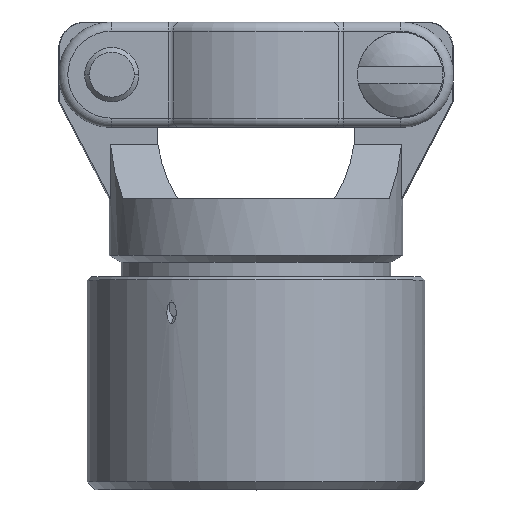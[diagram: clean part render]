
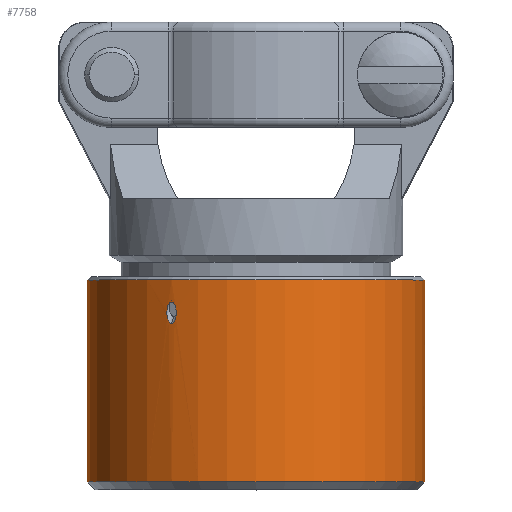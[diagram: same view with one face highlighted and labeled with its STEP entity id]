
A CAD part, top view. The second image highlights one B-rep face of the part: STEP entity #7758.
In plain terms, the highlighted cylindrical face has radius 10.895 mm (diameter 21.79 mm), a partial arc.
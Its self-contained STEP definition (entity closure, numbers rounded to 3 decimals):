
#2584=CARTESIAN_POINT('',(-5.448,-0.475,9.435));
#2585=CARTESIAN_POINT('',(-5.426,-0.475,
9.448));
#2586=CARTESIAN_POINT('',(-5.385,-0.484,
9.471));
#2587=CARTESIAN_POINT('',(-5.323,-0.529,
9.506));
#2588=CARTESIAN_POINT('',(-5.272,-0.594,
9.535));
#2589=CARTESIAN_POINT('',(-5.226,-0.681,
9.56));
#2590=CARTESIAN_POINT('',(-5.191,-0.78,
9.579));
#2591=CARTESIAN_POINT('',(-5.165,-0.888,
9.593));
#2592=CARTESIAN_POINT('',(-5.148,-1.003,
9.602));
#2593=CARTESIAN_POINT('',(-5.141,-1.121,
9.606));
#2594=CARTESIAN_POINT('',(-5.142,-1.241,
9.605));
#2595=CARTESIAN_POINT('',(-5.152,-1.359,
9.6));
#2596=CARTESIAN_POINT('',(-5.171,-1.473,
9.59));
#2597=CARTESIAN_POINT('',(-5.199,-1.58,
9.575));
#2598=CARTESIAN_POINT('',(-5.235,-1.677,
9.555));
#2599=CARTESIAN_POINT('',(-5.279,-1.761,
9.53));
#2600=CARTESIAN_POINT('',(-5.331,-1.825,
9.502));
#2601=CARTESIAN_POINT('',(-5.389,-1.866,
9.469));
#2602=CARTESIAN_POINT('',(-5.428,-1.875,
9.447));
#2603=CARTESIAN_POINT('',(-5.448,-1.875,9.435));
#2605=CARTESIAN_POINT('',(-5.448,-1.875,9.435));
#2606=CARTESIAN_POINT('',(-5.467,-1.875,
9.424));
#2607=CARTESIAN_POINT('',(-5.504,-1.866,
9.402));
#2608=CARTESIAN_POINT('',(-5.559,-1.828,
9.37));
#2609=CARTESIAN_POINT('',(-5.606,-1.772,
9.342));
#2610=CARTESIAN_POINT('',(-5.648,-1.698,
9.317));
#2611=CARTESIAN_POINT('',(-5.683,-1.611,
9.296));
#2612=CARTESIAN_POINT('',(-5.71,-1.515,
9.279));
#2613=CARTESIAN_POINT('',(-5.73,-1.411,
9.266));
#2614=CARTESIAN_POINT('',(-5.743,-1.301,
9.258));
#2615=CARTESIAN_POINT('',(-5.749,-1.188,
9.255));
#2616=CARTESIAN_POINT('',(-5.747,-1.075,
9.256));
#2617=CARTESIAN_POINT('',(-5.736,-0.963,
9.263));
#2618=CARTESIAN_POINT('',(-5.718,-0.856,
9.274));
#2619=CARTESIAN_POINT('',(-5.692,-0.755,
9.29));
#2620=CARTESIAN_POINT('',(-5.657,-0.661,
9.311));
#2621=CARTESIAN_POINT('',(-5.613,-0.582,
9.338));
#2622=CARTESIAN_POINT('',(-5.563,-0.522,
9.368));
#2623=CARTESIAN_POINT('',(-5.506,-0.483,
9.401));
#2624=CARTESIAN_POINT('',(-5.467,-0.475,
9.424));
#2625=CARTESIAN_POINT('',(-5.448,-0.475,9.435));
#2627=CARTESIAN_POINT('',(0.,0.955,0.));
#2628=DIRECTION('',(0.,1.,0.));
#2629=DIRECTION('',(-1.,0.,0.));
#2630=AXIS2_PLACEMENT_3D('',#2627,#2628,#2629);
#2632=CARTESIAN_POINT('',(10.895,-1.875,0.));
#2633=CARTESIAN_POINT('',(10.895,-1.875,0.025));
#2634=CARTESIAN_POINT('',(10.895,-1.864,
0.073));
#2635=CARTESIAN_POINT('',(10.894,-1.818,
0.143));
#2636=CARTESIAN_POINT('',(10.893,-1.749,
0.201));
#2637=CARTESIAN_POINT('',(10.892,-1.662,
0.252));
#2638=CARTESIAN_POINT('',(10.891,-1.563,
0.291));
#2639=CARTESIAN_POINT('',(10.89,-1.455,
0.321));
#2640=CARTESIAN_POINT('',(10.89,-1.34,
0.341));
#2641=CARTESIAN_POINT('',(10.889,-1.221,
0.351));
#2642=CARTESIAN_POINT('',(10.889,-1.102,
0.35));
#2643=CARTESIAN_POINT('',(10.89,-0.984,
0.34));
#2644=CARTESIAN_POINT('',(10.89,-0.872,
0.319));
#2645=CARTESIAN_POINT('',(10.891,-0.767,
0.289));
#2646=CARTESIAN_POINT('',(10.892,-0.67,
0.248));
#2647=CARTESIAN_POINT('',(10.893,-0.587,
0.197));
#2648=CARTESIAN_POINT('',(10.894,-0.524,
0.137));
#2649=CARTESIAN_POINT('',(10.895,-0.484,
0.07));
#2650=CARTESIAN_POINT('',(10.895,-0.475,0.024));
#2651=CARTESIAN_POINT('',(10.895,-0.475,0.));
#2653=CARTESIAN_POINT('',(0.,-12.065,0.));
#2654=DIRECTION('',(0.,1.,0.));
#2655=DIRECTION('',(-1.,0.,0.));
#2656=AXIS2_PLACEMENT_3D('',#2653,#2654,#2655);
#2974=DIRECTION('',(0.,1.,0.));
#2975=VECTOR('',#2974,13.02);
#2976=CARTESIAN_POINT('',(-10.895,-12.065,
0.));
#2977=LINE('',#2976,#2975);
#2983=DIRECTION('',(0.,1.,0.));
#2984=VECTOR('',#2983,10.19);
#2985=CARTESIAN_POINT('',(10.895,-12.065,
0.));
#2986=LINE('',#2985,#2984);
#3008=DIRECTION('',(0.,1.,0.));
#3009=VECTOR('',#3008,1.43);
#3010=CARTESIAN_POINT('',(10.895,-0.475,0.));
#3011=LINE('',#3010,#3009);
#4335=VERTEX_POINT('',#2632);
#4336=VERTEX_POINT('',#2651);
#4339=VERTEX_POINT('',#2584);
#4340=VERTEX_POINT('',#2603);
#4349=CARTESIAN_POINT('',(10.895,0.955,0.));
#4350=CARTESIAN_POINT('',(-10.895,0.955,0.));
#4351=VERTEX_POINT('',#4349);
#4352=VERTEX_POINT('',#4350);
#4353=CARTESIAN_POINT('',(-10.895,-12.065,
0.));
#4354=VERTEX_POINT('',#4353);
#4355=CARTESIAN_POINT('',(10.895,-12.065,0.));
#4356=VERTEX_POINT('',#4355);
#7734=CARTESIAN_POINT('',(0.,1.841,0.));
#7735=DIRECTION('',(0.,-1.,0.));
#7736=DIRECTION('',(-1.,0.,0.));
#7737=AXIS2_PLACEMENT_3D('',#7734,#7735,#7736);
#7738=CYLINDRICAL_SURFACE('',#7737,10.895);
#7740=ORIENTED_EDGE('',*,*,#7739,.T.);
#7742=ORIENTED_EDGE('',*,*,#7741,.F.);
#7744=ORIENTED_EDGE('',*,*,#7743,.F.);
#7746=ORIENTED_EDGE('',*,*,#7745,.F.);
#7747=ORIENTED_EDGE('',*,*,#7724,.F.);
#7749=ORIENTED_EDGE('',*,*,#7748,.T.);
#7750=EDGE_LOOP('',(#7740,#7742,#7744,#7746,#7747,#7749));
#7751=FACE_OUTER_BOUND('',#7750,.F.);
#7753=ORIENTED_EDGE('',*,*,#7752,.F.);
#7755=ORIENTED_EDGE('',*,*,#7754,.F.);
#7756=EDGE_LOOP('',(#7753,#7755));
#7757=FACE_BOUND('',#7756,.F.);
#7758=ADVANCED_FACE('',(#7751,#7757),#7738,.T.);
#2604=B_SPLINE_CURVE_WITH_KNOTS('',3,(#2584,#2585,#2586,#2587,#2588,#2589,#2590,
#2591,#2592,#2593,#2594,#2595,#2596,#2597,#2598,#2599,#2600,#2601,#2602,#2603),
.UNSPECIFIED.,.F.,.F.,(4,1,1,1,1,1,1,1,1,1,1,1,1,1,1,1,1,4),(0.,
0.059,0.118,0.176,0.235,
0.294,0.353,0.412,0.471,
0.529,0.588,0.647,0.706,
0.765,0.824,0.882,0.941,1.),
.UNSPECIFIED.);
#2626=B_SPLINE_CURVE_WITH_KNOTS('',3,(#2605,#2606,#2607,#2608,#2609,#2610,#2611,
#2612,#2613,#2614,#2615,#2616,#2617,#2618,#2619,#2620,#2621,#2622,#2623,#2624,
#2625),.UNSPECIFIED.,.F.,.F.,(4,1,1,1,1,1,1,1,1,1,1,1,1,1,1,1,1,1,4),(0.,
0.056,0.111,0.167,0.222,
0.278,0.333,0.389,0.444,0.5,
0.556,0.611,0.667,0.722,
0.778,0.833,0.889,0.944,1.),
.UNSPECIFIED.);
#2631=CIRCLE('',#2630,10.895);
#2652=B_SPLINE_CURVE_WITH_KNOTS('',3,(#2632,#2633,#2634,#2635,#2636,#2637,#2638,
#2639,#2640,#2641,#2642,#2643,#2644,#2645,#2646,#2647,#2648,#2649,#2650,#2651),
.UNSPECIFIED.,.F.,.F.,(4,1,1,1,1,1,1,1,1,1,1,1,1,1,1,1,1,4),(0.,
0.059,0.118,0.176,0.235,
0.294,0.353,0.412,0.471,
0.529,0.588,0.647,0.706,
0.765,0.824,0.882,0.941,1.),
.UNSPECIFIED.);
#2657=CIRCLE('',#2656,10.895);
#7724=EDGE_CURVE('',#4354,#4356,#2657,.T.);
#7739=EDGE_CURVE('',#4352,#4351,#2631,.T.);
#7741=EDGE_CURVE('',#4336,#4351,#3011,.T.);
#7743=EDGE_CURVE('',#4335,#4336,#2652,.T.);
#7745=EDGE_CURVE('',#4356,#4335,#2986,.T.);
#7748=EDGE_CURVE('',#4354,#4352,#2977,.T.);
#7752=EDGE_CURVE('',#4339,#4340,#2604,.T.);
#7754=EDGE_CURVE('',#4340,#4339,#2626,.T.);
